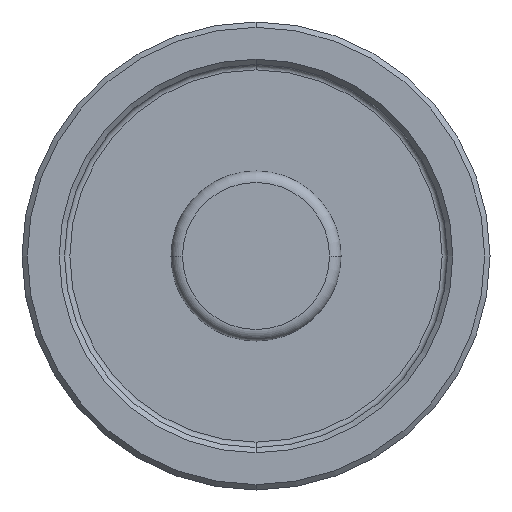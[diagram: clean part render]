
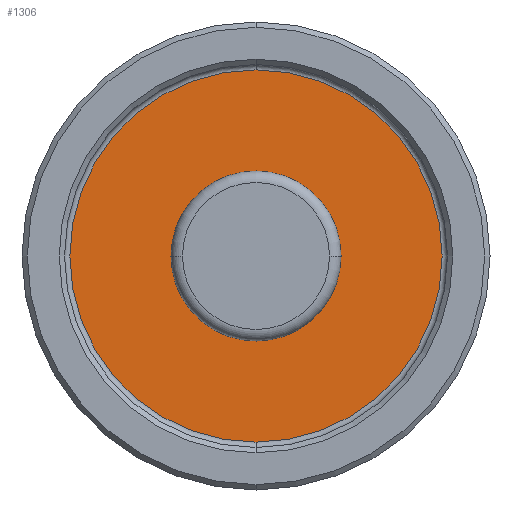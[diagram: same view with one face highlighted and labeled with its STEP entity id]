
A CAD part, front view. The second image highlights one B-rep face of the part: STEP entity #1306.
In plain terms, the highlighted planar face has unit normal (0, -1, 0).
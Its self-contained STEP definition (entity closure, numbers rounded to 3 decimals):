
#25 = EDGE_CURVE ( 'NONE', #715, #35, #1038, .T. ) ;
#35 = VERTEX_POINT ( 'NONE', #103 ) ;
#39 = CARTESIAN_POINT ( 'NONE',  ( 0., 5., 8. ) ) ;
#50 = CARTESIAN_POINT ( 'NONE',  ( -18., 5., 0. ) ) ;
#103 = CARTESIAN_POINT ( 'NONE',  ( 0., 5., -8. ) ) ;
#119 = DIRECTION ( 'NONE',  ( 0., 0., -1. ) ) ;
#158 = CIRCLE ( 'NONE', #971, 17.5 ) ;
#165 = DIRECTION ( 'NONE',  ( 0., -1., 0. ) ) ;
#224 = EDGE_LOOP ( 'NONE', ( #904, #344 ) ) ;
#321 = DIRECTION ( 'NONE',  ( 0., -1., 0. ) ) ;
#324 = CARTESIAN_POINT ( 'NONE',  ( 0., 5., 0. ) ) ;
#334 = DIRECTION ( 'NONE',  ( 0., 0., -1. ) ) ;
#344 = ORIENTED_EDGE ( 'NONE', *, *, #25, .T. ) ;
#352 = EDGE_CURVE ( 'NONE', #943, #950, #158, .T. ) ;
#520 = FACE_OUTER_BOUND ( 'NONE', #603, .T. ) ;
#552 = FACE_BOUND ( 'NONE', #224, .T. ) ;
#562 = DIRECTION ( 'NONE',  ( 0., 0., -1. ) ) ;
#587 = DIRECTION ( 'NONE',  ( 0., 1., 0. ) ) ;
#603 = EDGE_LOOP ( 'NONE', ( #1149, #1207 ) ) ;
#650 = AXIS2_PLACEMENT_3D ( 'NONE', #924, #321, #562 ) ;
#653 = CIRCLE ( 'NONE', #650, 17.5 ) ;
#659 = DIRECTION ( 'NONE',  ( 0., 0., -1. ) ) ;
#680 = CARTESIAN_POINT ( 'NONE',  ( 0., 5., 17.5 ) ) ;
#715 = VERTEX_POINT ( 'NONE', #39 ) ;
#746 = PLANE ( 'NONE',  #1320 ) ;
#760 = CARTESIAN_POINT ( 'NONE',  ( 0., 5., 0. ) ) ;
#814 = DIRECTION ( 'NONE',  ( 0., 1., 0. ) ) ;
#891 = EDGE_CURVE ( 'NONE', #950, #943, #653, .T. ) ;
#904 = ORIENTED_EDGE ( 'NONE', *, *, #1032, .T. ) ;
#911 = AXIS2_PLACEMENT_3D ( 'NONE', #1052, #814, #119 ) ;
#924 = CARTESIAN_POINT ( 'NONE',  ( 0., 5., 0. ) ) ;
#943 = VERTEX_POINT ( 'NONE', #680 ) ;
#950 = VERTEX_POINT ( 'NONE', #1484 ) ;
#971 = AXIS2_PLACEMENT_3D ( 'NONE', #760, #165, #659 ) ;
#1032 = EDGE_CURVE ( 'NONE', #35, #715, #1439, .T. ) ;
#1038 = CIRCLE ( 'NONE', #1236, 8. ) ;
#1052 = CARTESIAN_POINT ( 'NONE',  ( 0., 5., 0. ) ) ;
#1149 = ORIENTED_EDGE ( 'NONE', *, *, #891, .T. ) ;
#1207 = ORIENTED_EDGE ( 'NONE', *, *, #352, .T. ) ;
#1215 = DIRECTION ( 'NONE',  ( 0., 0., -1. ) ) ;
#1236 = AXIS2_PLACEMENT_3D ( 'NONE', #324, #587, #334 ) ;
#1306 = ADVANCED_FACE ( 'NONE', ( #520, #552 ), #746, .T. ) ;
#1320 = AXIS2_PLACEMENT_3D ( 'NONE', #50, #1440, #1215 ) ;
#1439 = CIRCLE ( 'NONE', #911, 8. ) ;
#1440 = DIRECTION ( 'NONE',  ( 0., -1., 0. ) ) ;
#1484 = CARTESIAN_POINT ( 'NONE',  ( 0., 5., -17.5 ) ) ;
